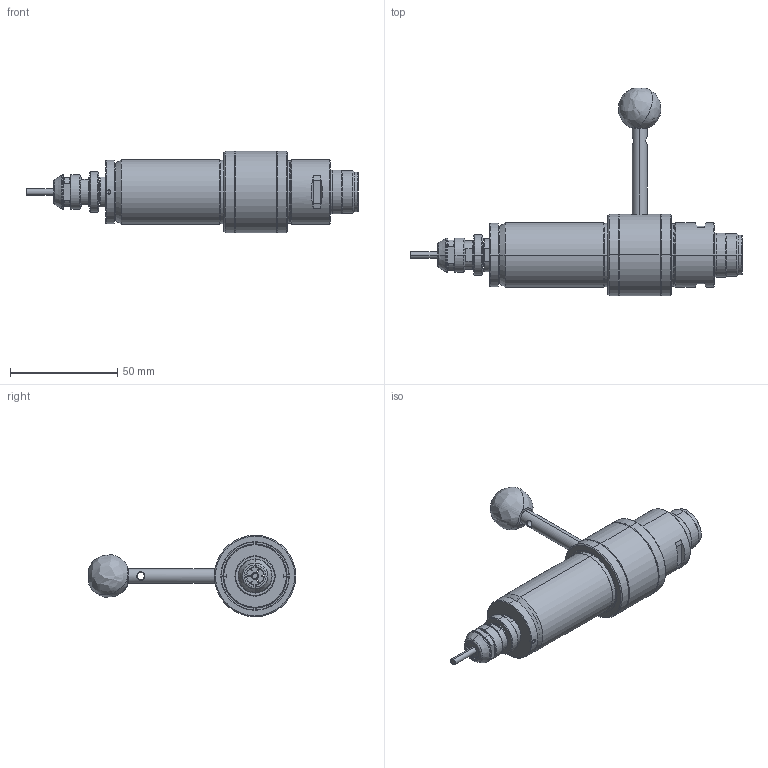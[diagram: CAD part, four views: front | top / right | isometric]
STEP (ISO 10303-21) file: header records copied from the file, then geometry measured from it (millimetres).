
FILE_DESCRIPTION (( 'STEP AP203' ), '1' );
FILE_NAME ('NRR3060-QC(QC3-K).STEP', '2020-06-30T02:18:30', ( '' ), ( '' ), 'SwSTEP 2.0', 'SolidWorks 2017', '' );
FILE_SCHEMA (( 'CONFIG_CONTROL_DESIGN' ));
Length unit declared in the file: millimetre
Products named in the file (1): NRR3060-QC(QC3-K)
Bounding box: 155.07 x 96.9 x 38 mm (x, y, z)
Volume: 30397.4 mm3; surface area: 32150.8 mm2
Topology: 13 solids, 13 shells, 370 faces, 831 edges, 505 vertices
Faces by surface type: cylinder 122, cone 117, plane 105, bspline 26
Entity records: 15591 total; most frequent: CARTESIAN_POINT 7305, DIRECTION 1801, ORIENTED_EDGE 1642, EDGE_CURVE 821, AXIS2_PLACEMENT_3D 745, VERTEX_POINT 505, EDGE_LOOP 416, CIRCLE 400
